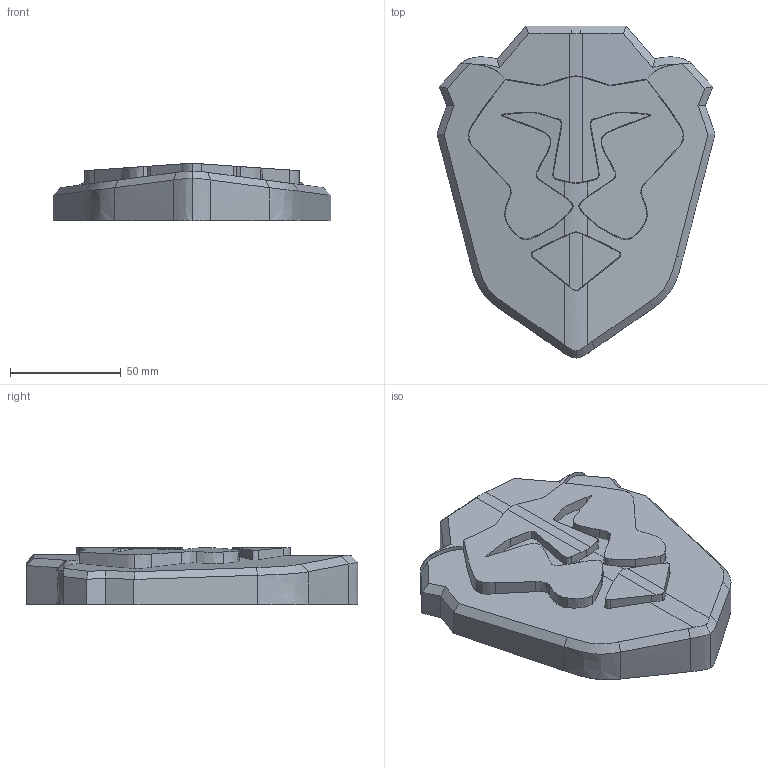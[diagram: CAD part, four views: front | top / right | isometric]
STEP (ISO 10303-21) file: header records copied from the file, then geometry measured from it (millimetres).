
FILE_DESCRIPTION( ( '' ), ' ' );
FILE_NAME( '5e7396e61ad6bd15cf43db3d.step', '2020-03-19T15:59:35', ( '' ), ( '' ), ' ', ' ', ' ' );
FILE_SCHEMA( ( 'AUTOMOTIVE_DESIGN { 1 0 10303 214 1 1 1 1 }' ) );
Length unit declared in the file: metre
Products named in the file (3): Chin; Face; Base
Bounding box: 125.56 x 150 x 25.83 mm (x, y, z)
Volume: 101376.9 mm3; surface area: 63014.9 mm2
Topology: 2 solids, 3 shells, 213 faces, 633 edges, 410 vertices
Faces by surface type: extrusion 74, bspline 72, plane 32, offset 29, cylinder 6
Entity records: 15340 total; most frequent: CARTESIAN_POINT 8202, ORIENTED_EDGE 1304, EDGE_CURVE 652, B_SPLINE_CURVE_WITH_KNOTS 541, DIRECTION 474, VERTEX_POINT 410, VECTOR 382, STYLED_ITEM 248
